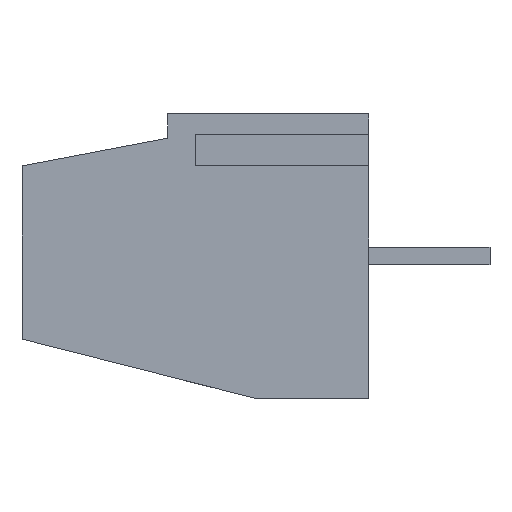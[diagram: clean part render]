
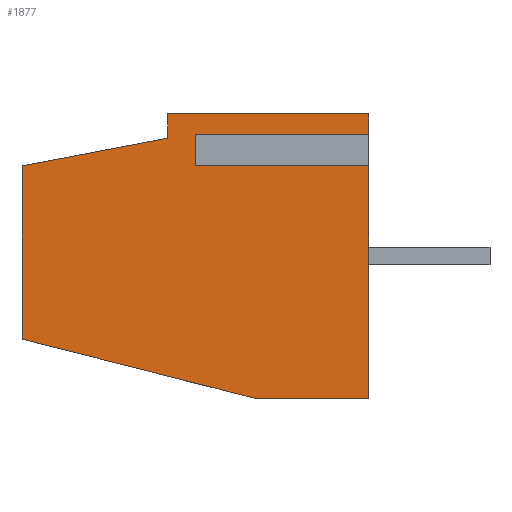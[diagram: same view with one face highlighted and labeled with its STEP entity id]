
A CAD part, left-side view. The second image highlights one B-rep face of the part: STEP entity #1877.
In plain terms, the highlighted planar face has unit normal (-1, 0, 0).
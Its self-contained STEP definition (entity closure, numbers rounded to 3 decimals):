
#72=DIRECTION('',(0.,0.,1.));
#73=VECTOR('',#72,0.5);
#74=CARTESIAN_POINT('',(-10.,0.,-1.3));
#75=LINE('',#74,#73);
#76=DIRECTION('',(0.,1.,0.));
#77=VECTOR('',#76,5.);
#78=CARTESIAN_POINT('',(-10.,-5.,-1.3));
#79=LINE('',#78,#77);
#80=DIRECTION('',(0.,0.,-1.));
#81=VECTOR('',#80,6.9);
#82=CARTESIAN_POINT('',(-10.,-5.,-1.3));
#83=LINE('',#82,#81);
#84=DIRECTION('',(0.,1.,0.));
#85=VECTOR('',#84,3.3);
#86=CARTESIAN_POINT('',(-10.,-5.,-8.2));
#87=LINE('',#86,#85);
#88=DIRECTION('',(0.,0.969,0.246));
#89=VECTOR('',#88,6.912);
#90=CARTESIAN_POINT('',(-10.,-1.7,-8.2));
#91=LINE('',#90,#89);
#92=DIRECTION('',(0.,0.,1.));
#93=VECTOR('',#92,5.);
#94=CARTESIAN_POINT('',(-10.,5.,-6.5));
#95=LINE('',#94,#93);
#96=DIRECTION('',(0.,-0.982,0.187));
#97=VECTOR('',#96,4.276);
#98=CARTESIAN_POINT('',(-10.,5.,-1.5));
#99=LINE('',#98,#97);
#100=DIRECTION('',(0.,0.,1.));
#101=VECTOR('',#100,0.7);
#102=CARTESIAN_POINT('',(-10.,0.8,-0.7));
#103=LINE('',#102,#101);
#104=DIRECTION('',(0.,-1.,0.));
#105=VECTOR('',#104,5.8);
#106=CARTESIAN_POINT('',(-10.,0.8,0.));
#107=LINE('',#106,#105);
#108=DIRECTION('',(0.,0.,-1.));
#109=VECTOR('',#108,0.8);
#110=CARTESIAN_POINT('',(-10.,-5.,0.));
#111=LINE('',#110,#109);
#112=DIRECTION('',(0.,1.,0.));
#113=VECTOR('',#112,5.);
#114=CARTESIAN_POINT('',(-10.,-5.,-0.8));
#115=LINE('',#114,#113);
#1412=CARTESIAN_POINT('',(-10.,-5.,-8.2));
#1413=CARTESIAN_POINT('',(-10.,-1.7,-8.2));
#1414=VERTEX_POINT('',#1412);
#1415=VERTEX_POINT('',#1413);
#1416=CARTESIAN_POINT('',(-10.,5.,-6.5));
#1417=VERTEX_POINT('',#1416);
#1418=CARTESIAN_POINT('',(-10.,5.,-1.5));
#1419=VERTEX_POINT('',#1418);
#1420=CARTESIAN_POINT('',(-10.,0.8,-0.7));
#1421=VERTEX_POINT('',#1420);
#1422=CARTESIAN_POINT('',(-10.,0.8,0.));
#1423=VERTEX_POINT('',#1422);
#1424=CARTESIAN_POINT('',(-10.,-5.,0.));
#1425=VERTEX_POINT('',#1424);
#1504=CARTESIAN_POINT('',(-10.,0.,-1.3));
#1505=CARTESIAN_POINT('',(-10.,0.,-0.8));
#1506=VERTEX_POINT('',#1504);
#1507=VERTEX_POINT('',#1505);
#1508=CARTESIAN_POINT('',(-10.,-5.,-0.8));
#1509=VERTEX_POINT('',#1508);
#1510=CARTESIAN_POINT('',(-10.,-5.,-1.3));
#1511=VERTEX_POINT('',#1510);
#1848=CARTESIAN_POINT('',(-10.,0.,0.));
#1849=DIRECTION('',(1.,0.,0.));
#1850=DIRECTION('',(0.,0.,-1.));
#1851=AXIS2_PLACEMENT_3D('',#1848,#1849,#1850);
#1852=PLANE('',#1851);
#1854=ORIENTED_EDGE('',*,*,#1853,.F.);
#1856=ORIENTED_EDGE('',*,*,#1855,.F.);
#1858=ORIENTED_EDGE('',*,*,#1857,.T.);
#1860=ORIENTED_EDGE('',*,*,#1859,.T.);
#1862=ORIENTED_EDGE('',*,*,#1861,.T.);
#1864=ORIENTED_EDGE('',*,*,#1863,.T.);
#1866=ORIENTED_EDGE('',*,*,#1865,.T.);
#1868=ORIENTED_EDGE('',*,*,#1867,.T.);
#1870=ORIENTED_EDGE('',*,*,#1869,.T.);
#1872=ORIENTED_EDGE('',*,*,#1871,.T.);
#1874=ORIENTED_EDGE('',*,*,#1873,.T.);
#1875=EDGE_LOOP('',(#1854,#1856,#1858,#1860,#1862,#1864,#1866,#1868,#1870,#1872,
#1874));
#1876=FACE_OUTER_BOUND('',#1875,.F.);
#1877=ADVANCED_FACE('',(#1876),#1852,.F.);
#1853=EDGE_CURVE('',#1506,#1507,#75,.T.);
#1855=EDGE_CURVE('',#1511,#1506,#79,.T.);
#1857=EDGE_CURVE('',#1511,#1414,#83,.T.);
#1859=EDGE_CURVE('',#1414,#1415,#87,.T.);
#1861=EDGE_CURVE('',#1415,#1417,#91,.T.);
#1863=EDGE_CURVE('',#1417,#1419,#95,.T.);
#1865=EDGE_CURVE('',#1419,#1421,#99,.T.);
#1867=EDGE_CURVE('',#1421,#1423,#103,.T.);
#1869=EDGE_CURVE('',#1423,#1425,#107,.T.);
#1871=EDGE_CURVE('',#1425,#1509,#111,.T.);
#1873=EDGE_CURVE('',#1509,#1507,#115,.T.);
